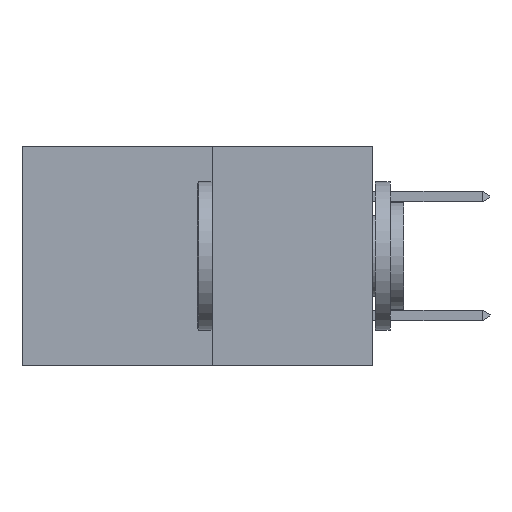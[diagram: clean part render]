
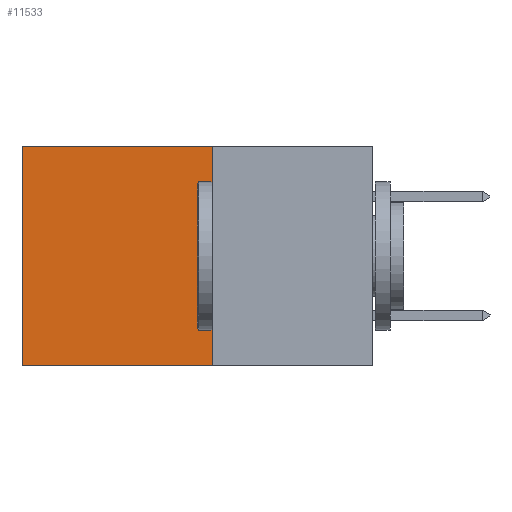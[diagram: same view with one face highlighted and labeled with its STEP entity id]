
A CAD part, left-side view. The second image highlights one B-rep face of the part: STEP entity #11533.
In plain terms, the highlighted planar face has unit normal (-1, 0, 0).
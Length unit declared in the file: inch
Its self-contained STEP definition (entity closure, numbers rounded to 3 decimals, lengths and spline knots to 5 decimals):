
#1452 = CARTESIAN_POINT ( 'NONE',  ( 0.277, 0.27, -0.37 ) ) ;
#1495 = PLANE ( 'NONE',  #16791 ) ;
#1548 = VECTOR ( 'NONE', #7893, 39.37008 ) ;
#1706 = CARTESIAN_POINT ( 'NONE',  ( 0.277, 0.59, -0.37 ) ) ;
#2189 = LINE ( 'NONE', #1452, #13336 ) ;
#3636 = DIRECTION ( 'NONE',  ( 1., 0., 0. ) ) ;
#3808 = LINE ( 'NONE', #11281, #19855 ) ;
#4898 = CARTESIAN_POINT ( 'NONE',  ( 0.277, 0.59, 0. ) ) ;
#5064 = DIRECTION ( 'NONE',  ( 0., 0., -1. ) ) ;
#5432 = VERTEX_POINT ( 'NONE', #9361 ) ;
#5788 = CARTESIAN_POINT ( 'NONE',  ( 0.277, 0.27, 0. ) ) ;
#7893 = DIRECTION ( 'NONE',  ( 0., 1., 0. ) ) ;
#9361 = CARTESIAN_POINT ( 'NONE',  ( 0.277, 0.27, 0. ) ) ;
#9667 = EDGE_LOOP ( 'NONE', ( #23749, #12662, #10820, #9869 ) ) ;
#9869 = ORIENTED_EDGE ( 'NONE', *, *, #20194, .T. ) ;
#9887 = CARTESIAN_POINT ( 'NONE',  ( 0.277, 0.27, -0.37 ) ) ;
#10684 = EDGE_CURVE ( 'NONE', #19382, #26259, #3808, .T. ) ;
#10820 = ORIENTED_EDGE ( 'NONE', *, *, #23748, .F. ) ;
#11281 = CARTESIAN_POINT ( 'NONE',  ( 0.277, 0.59, -0.37 ) ) ;
#11465 = CARTESIAN_POINT ( 'NONE',  ( 0.277, 0.27, -0.37 ) ) ;
#11533 = ADVANCED_FACE ( 'NONE', ( #17749 ), #1495, .F. ) ;
#12662 = ORIENTED_EDGE ( 'NONE', *, *, #14186, .F. ) ;
#13336 = VECTOR ( 'NONE', #16120, 39.37008 ) ;
#13560 = VERTEX_POINT ( 'NONE', #26879 ) ;
#14186 = EDGE_CURVE ( 'NONE', #13560, #26259, #2189, .T. ) ;
#16057 = LINE ( 'NONE', #11465, #20301 ) ;
#16120 = DIRECTION ( 'NONE',  ( 0., 1., 0. ) ) ;
#16791 = AXIS2_PLACEMENT_3D ( 'NONE', #9887, #3636, #18249 ) ;
#17749 = FACE_OUTER_BOUND ( 'NONE', #9667, .T. ) ;
#18249 = DIRECTION ( 'NONE',  ( 0., 0., -1. ) ) ;
#19382 = VERTEX_POINT ( 'NONE', #4898 ) ;
#19855 = VECTOR ( 'NONE', #5064, 39.37008 ) ;
#20194 = EDGE_CURVE ( 'NONE', #5432, #19382, #23856, .T. ) ;
#20301 = VECTOR ( 'NONE', #26062, 39.37008 ) ;
#23748 = EDGE_CURVE ( 'NONE', #5432, #13560, #16057, .T. ) ;
#23749 = ORIENTED_EDGE ( 'NONE', *, *, #10684, .T. ) ;
#23856 = LINE ( 'NONE', #5788, #1548 ) ;
#26062 = DIRECTION ( 'NONE',  ( 0., 0., -1. ) ) ;
#26259 = VERTEX_POINT ( 'NONE', #1706 ) ;
#26879 = CARTESIAN_POINT ( 'NONE',  ( 0.277, 0.27, -0.37 ) ) ;
